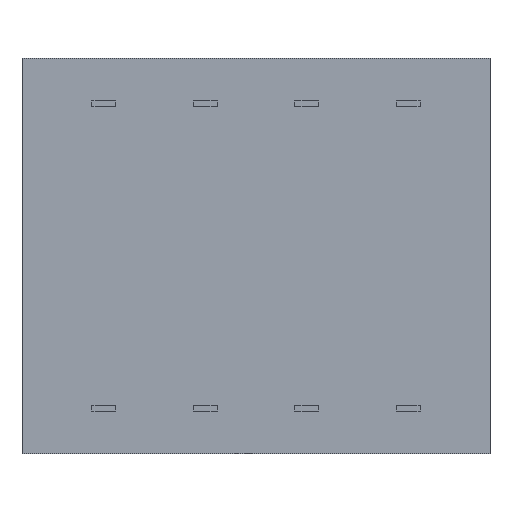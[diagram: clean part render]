
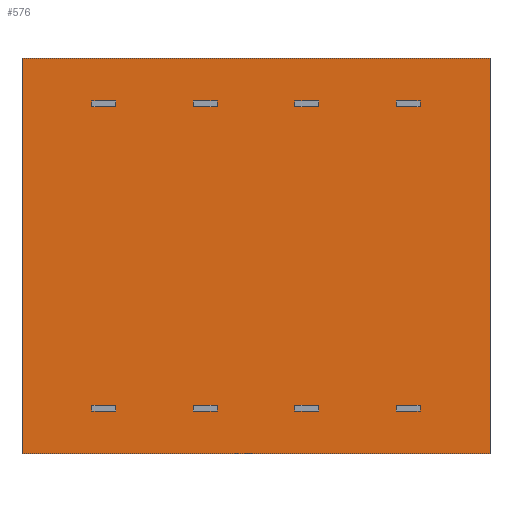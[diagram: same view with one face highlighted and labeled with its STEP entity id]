
A CAD part, front view. The second image highlights one B-rep face of the part: STEP entity #576.
In plain terms, the highlighted planar face has unit normal (0, -1, 0).
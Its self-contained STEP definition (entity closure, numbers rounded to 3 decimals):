
#476=VERTEX_POINT('',#1348);
#490=VERTEX_POINT('',#1368);
#498=VERTEX_POINT('',#1376);
#502=VERTEX_POINT('',#1380);
#510=VERTEX_POINT('',#1388);
#514=VERTEX_POINT('',#1392);
#516=VERTEX_POINT('',#1394);
#534=EDGE_CURVE('',#864,#854,#1415,.T.);
#542=EDGE_CURVE('',#1020,#514,#1424,.T.);
#558=VERTEX_POINT('',#1441);
#564=EDGE_CURVE('',#886,#708,#1448,.T.);
#566=VERTEX_POINT('',#1450);
#574=VERTEX_POINT('',#1458);
#576=ADVANCED_FACE('',(#1460,#1461,#1462,#1463,#1464,#1465,#1466,#1467,#1468),#1469,.F.);
#594=EDGE_CURVE('',#490,#1210,#1487,.T.);
#614=EDGE_CURVE('',#498,#1000,#1508,.T.);
#626=VERTEX_POINT('',#1521);
#632=EDGE_CURVE('',#476,#860,#1527,.T.);
#650=EDGE_CURVE('',#860,#1050,#1546,.T.);
#666=VERTEX_POINT('',#1562);
#688=EDGE_CURVE('',#1206,#750,#1588,.T.);
#708=VERTEX_POINT('',#1609);
#720=VERTEX_POINT('',#1622);
#722=EDGE_CURVE('',#958,#490,#1624,.T.);
#750=VERTEX_POINT('',#1654);
#756=EDGE_CURVE('',#502,#864,#1660,.T.);
#760=EDGE_CURVE('',#498,#1046,#1664,.T.);
#770=VERTEX_POINT('',#1675);
#786=EDGE_CURVE('',#720,#876,#1694,.T.);
#794=VERTEX_POINT('',#1703);
#798=VERTEX_POINT('',#1707);
#816=EDGE_CURVE('',#866,#666,#1725,.T.);
#836=EDGE_CURVE('',#1000,#1048,#1748,.T.);
#854=VERTEX_POINT('',#1768);
#860=VERTEX_POINT('',#1774);
#864=VERTEX_POINT('',#1778);
#866=VERTEX_POINT('',#1780);
#876=VERTEX_POINT('',#1791);
#886=VERTEX_POINT('',#1802);
#894=EDGE_CURVE('',#510,#516,#1811,.T.);
#906=EDGE_CURVE('',#574,#502,#1823,.T.);
#912=EDGE_CURVE('',#666,#886,#1834,.T.);
#916=EDGE_CURVE('',#516,#720,#1839,.T.);
#920=EDGE_CURVE('',#750,#950,#1843,.T.);
#922=EDGE_CURVE('',#770,#1020,#1845,.T.);
#950=VERTEX_POINT('',#1877);
#958=VERTEX_POINT('',#1886);
#980=EDGE_CURVE('',#626,#770,#1914,.T.);
#1000=VERTEX_POINT('',#1936);
#1002=EDGE_CURVE('',#566,#476,#1938,.T.);
#1020=VERTEX_POINT('',#1957);
#1040=EDGE_CURVE('',#794,#1206,#1980,.T.);
#1046=VERTEX_POINT('',#1986);
#1048=VERTEX_POINT('',#1988);
#1050=VERTEX_POINT('',#1990);
#1064=EDGE_CURVE('',#854,#574,#2007,.T.);
#1082=EDGE_CURVE('',#876,#510,#2026,.T.);
#1092=EDGE_CURVE('',#1050,#566,#2036,.T.);
#1094=EDGE_CURVE('',#708,#866,#2038,.T.);
#1122=EDGE_CURVE('',#950,#794,#2070,.T.);
#1132=EDGE_CURVE('',#558,#1264,#2081,.T.);
#1134=EDGE_CURVE('',#1198,#958,#2083,.T.);
#1152=EDGE_CURVE('',#1204,#798,#2102,.T.);
#1162=EDGE_CURVE('',#1048,#1046,#2114,.T.);
#1186=EDGE_CURVE('',#1210,#1198,#2139,.T.);
#1198=VERTEX_POINT('',#2154);
#1202=EDGE_CURVE('',#514,#626,#2158,.T.);
#1204=VERTEX_POINT('',#2160);
#1206=VERTEX_POINT('',#2162);
#1210=VERTEX_POINT('',#2166);
#1256=EDGE_CURVE('',#798,#558,#2222,.T.);
#1264=VERTEX_POINT('',#2231);
#1280=EDGE_CURVE('',#1264,#1204,#2248,.T.);
#1348=CARTESIAN_POINT('',(0.97,3.2,3.735));
#1368=CARTESIAN_POINT('',(-0.97,3.2,-3.735));
#1376=CARTESIAN_POINT('',(-5.86,3.2,4.95));
#1380=CARTESIAN_POINT('',(3.51,3.2,3.735));
#1388=CARTESIAN_POINT('',(4.11,3.2,-3.885));
#1392=CARTESIAN_POINT('',(-4.11,3.2,-3.735));
#1394=CARTESIAN_POINT('',(3.51,3.2,-3.885));
#1415=LINE('',#2407,#2408);
#1424=LINE('',#2422,#2423);
#1441=CARTESIAN_POINT('',(-3.51,3.2,3.735));
#1448=LINE('',#2458,#2459);
#1450=CARTESIAN_POINT('',(1.57,3.2,3.735));
#1458=CARTESIAN_POINT('',(4.11,3.2,3.735));
#1460=FACE_OUTER_BOUND('',#2473,.T.);
#1461=FACE_BOUND('',#2474,.T.);
#1462=FACE_BOUND('',#2475,.T.);
#1463=FACE_BOUND('',#2476,.T.);
#1464=FACE_BOUND('',#2477,.T.);
#1465=FACE_BOUND('',#2478,.T.);
#1466=FACE_BOUND('',#2479,.T.);
#1467=FACE_BOUND('',#2480,.T.);
#1468=FACE_BOUND('',#2481,.T.);
#1469=PLANE('',#2482);
#1487=LINE('',#2515,#2516);
#1508=LINE('',#2548,#2549);
#1521=CARTESIAN_POINT('',(-3.51,3.2,-3.735));
#1527=LINE('',#2577,#2578);
#1546=LINE('',#2604,#2605);
#1562=CARTESIAN_POINT('',(-1.57,3.2,3.735));
#1588=LINE('',#2664,#2665);
#1609=CARTESIAN_POINT('',(-0.97,3.2,3.885));
#1622=CARTESIAN_POINT('',(3.51,3.2,-3.735));
#1624=LINE('',#2720,#2721);
#1654=CARTESIAN_POINT('',(0.97,3.2,-3.885));
#1660=LINE('',#2776,#2777);
#1664=LINE('',#2782,#2783);
#1675=CARTESIAN_POINT('',(-3.51,3.2,-3.885));
#1694=LINE('',#2822,#2823);
#1703=CARTESIAN_POINT('',(1.57,3.2,-3.735));
#1707=CARTESIAN_POINT('',(-3.51,3.2,3.885));
#1725=LINE('',#2871,#2872);
#1748=LINE('',#2904,#2905);
#1768=CARTESIAN_POINT('',(4.11,3.2,3.885));
#1774=CARTESIAN_POINT('',(0.97,3.2,3.885));
#1778=CARTESIAN_POINT('',(3.51,3.2,3.885));
#1780=CARTESIAN_POINT('',(-0.97,3.2,3.735));
#1791=CARTESIAN_POINT('',(4.11,3.2,-3.735));
#1802=CARTESIAN_POINT('',(-1.57,3.2,3.885));
#1811=LINE('',#2989,#2990);
#1823=LINE('',#3009,#3010);
#1834=LINE('',#3024,#3025);
#1839=LINE('',#3031,#3032);
#1843=LINE('',#3037,#3038);
#1845=LINE('',#3041,#3042);
#1877=CARTESIAN_POINT('',(0.97,3.2,-3.735));
#1886=CARTESIAN_POINT('',(-1.57,3.2,-3.735));
#1914=LINE('',#3134,#3135);
#1936=CARTESIAN_POINT('',(5.86,3.2,4.95));
#1938=LINE('',#3170,#3171);
#1957=CARTESIAN_POINT('',(-4.11,3.2,-3.885));
#1980=LINE('',#3226,#3227);
#1986=CARTESIAN_POINT('',(-5.86,3.2,-4.95));
#1988=CARTESIAN_POINT('',(5.86,3.2,-4.95));
#1990=CARTESIAN_POINT('',(1.57,3.2,3.885));
#2007=LINE('',#3261,#3262);
#2026=LINE('',#3292,#3293);
#2036=LINE('',#3310,#3311);
#2038=LINE('',#3314,#3315);
#2070=LINE('',#3354,#3355);
#2081=LINE('',#3371,#3372);
#2083=LINE('',#3375,#3376);
#2102=LINE('',#3408,#3409);
#2114=LINE('',#3424,#3425);
#2139=LINE('',#3465,#3466);
#2154=CARTESIAN_POINT('',(-1.57,3.2,-3.885));
#2158=LINE('',#3486,#3487);
#2160=CARTESIAN_POINT('',(-4.11,3.2,3.885));
#2162=CARTESIAN_POINT('',(1.57,3.2,-3.885));
#2166=CARTESIAN_POINT('',(-0.97,3.2,-3.885));
#2222=LINE('',#3572,#3573);
#2231=CARTESIAN_POINT('',(-4.11,3.2,3.735));
#2248=LINE('',#3608,#3609);
#2407=CARTESIAN_POINT('',(1.905,3.2,3.885));
#2408=VECTOR('',#3745,1.0);
#2422=CARTESIAN_POINT('',(-4.11,3.2,-1.905));
#2423=VECTOR('',#3756,1.0);
#2458=CARTESIAN_POINT('',(-0.635,3.2,3.885));
#2459=VECTOR('',#3778,1.0);
#2473=EDGE_LOOP('',(#3781,#3782,#3783,#3784));
#2474=EDGE_LOOP('',(#3785,#3786,#3787,#3788));
#2475=EDGE_LOOP('',(#3789,#3790,#3791,#3792));
#2476=EDGE_LOOP('',(#3793,#3794,#3795,#3796));
#2477=EDGE_LOOP('',(#3797,#3798,#3799,#3800));
#2478=EDGE_LOOP('',(#3801,#3802,#3803,#3804));
#2479=EDGE_LOOP('',(#3805,#3806,#3807,#3808));
#2480=EDGE_LOOP('',(#3809,#3810,#3811,#3812));
#2481=EDGE_LOOP('',(#3813,#3814,#3815,#3816));
#2482=AXIS2_PLACEMENT_3D('',#3817,#3818,#3819);
#2515=CARTESIAN_POINT('',(-0.97,3.2,-1.905));
#2516=VECTOR('',#3827,1.0);
#2548=CARTESIAN_POINT('',(0.0,3.2,4.95));
#2549=VECTOR('',#3841,1.0);
#2577=CARTESIAN_POINT('',(0.97,3.2,1.905));
#2578=VECTOR('',#3854,1.0);
#2604=CARTESIAN_POINT('',(0.635,3.2,3.885));
#2605=VECTOR('',#3866,1.0);
#2664=CARTESIAN_POINT('',(0.635,3.2,-3.885));
#2665=VECTOR('',#3907,1.0);
#2720=CARTESIAN_POINT('',(-0.635,3.2,-3.735));
#2721=VECTOR('',#3933,1.0);
#2776=CARTESIAN_POINT('',(3.51,3.2,1.905));
#2777=VECTOR('',#3959,1.0);
#2782=CARTESIAN_POINT('',(-5.86,3.2,0.0));
#2783=VECTOR('',#3960,1.0);
#2822=CARTESIAN_POINT('',(1.905,3.2,-3.735));
#2823=VECTOR('',#3997,1.0);
#2871=CARTESIAN_POINT('',(-0.635,3.2,3.735));
#2872=VECTOR('',#4014,1.0);
#2904=CARTESIAN_POINT('',(5.86,3.2,0.0));
#2905=VECTOR('',#4039,1.0);
#2989=CARTESIAN_POINT('',(1.905,3.2,-3.885));
#2990=VECTOR('',#4090,1.0);
#3009=CARTESIAN_POINT('',(1.905,3.2,3.735));
#3010=VECTOR('',#4094,1.0);
#3024=CARTESIAN_POINT('',(-1.57,3.2,1.905));
#3025=VECTOR('',#4120,1.0);
#3031=CARTESIAN_POINT('',(3.51,3.2,-1.905));
#3032=VECTOR('',#4129,1.0);
#3037=CARTESIAN_POINT('',(0.97,3.2,-1.905));
#3038=VECTOR('',#4130,1.0);
#3041=CARTESIAN_POINT('',(-1.905,3.2,-3.885));
#3042=VECTOR('',#4131,1.0);
#3134=CARTESIAN_POINT('',(-3.51,3.2,-1.905));
#3135=VECTOR('',#4227,1.0);
#3170=CARTESIAN_POINT('',(0.635,3.2,3.735));
#3171=VECTOR('',#4249,1.0);
#3226=CARTESIAN_POINT('',(1.57,3.2,-1.905));
#3227=VECTOR('',#4288,1.0);
#3261=CARTESIAN_POINT('',(4.11,3.2,1.905));
#3262=VECTOR('',#4316,1.0);
#3292=CARTESIAN_POINT('',(4.11,3.2,-1.905));
#3293=VECTOR('',#4330,1.0);
#3310=CARTESIAN_POINT('',(1.57,3.2,1.905));
#3311=VECTOR('',#4334,1.0);
#3314=CARTESIAN_POINT('',(-0.97,3.2,1.905));
#3315=VECTOR('',#4335,1.0);
#3354=CARTESIAN_POINT('',(0.635,3.2,-3.735));
#3355=VECTOR('',#4371,1.0);
#3371=CARTESIAN_POINT('',(-1.905,3.2,3.735));
#3372=VECTOR('',#4382,1.0);
#3375=CARTESIAN_POINT('',(-1.57,3.2,-1.905));
#3376=VECTOR('',#4383,1.0);
#3408=CARTESIAN_POINT('',(-1.905,3.2,3.885));
#3409=VECTOR('',#4398,1.0);
#3424=CARTESIAN_POINT('',(0.0,3.2,-4.95));
#3425=VECTOR('',#4416,1.0);
#3465=CARTESIAN_POINT('',(-0.635,3.2,-3.885));
#3466=VECTOR('',#4432,1.0);
#3486=CARTESIAN_POINT('',(-1.905,3.2,-3.735));
#3487=VECTOR('',#4457,1.0);
#3572=CARTESIAN_POINT('',(-3.51,3.2,1.905));
#3573=VECTOR('',#4548,1.0);
#3608=CARTESIAN_POINT('',(-4.11,3.2,1.905));
#3609=VECTOR('',#4569,1.0);
#3745=DIRECTION('',(1.0,0.0,0.0));
#3756=DIRECTION('',(0.0,0.0,1.0));
#3778=DIRECTION('',(1.0,0.0,0.0));
#3781=ORIENTED_EDGE('',*,*,#760,.T.);
#3782=ORIENTED_EDGE('',*,*,#1162,.F.);
#3783=ORIENTED_EDGE('',*,*,#836,.F.);
#3784=ORIENTED_EDGE('',*,*,#614,.F.);
#3785=ORIENTED_EDGE('',*,*,#1002,.T.);
#3786=ORIENTED_EDGE('',*,*,#632,.T.);
#3787=ORIENTED_EDGE('',*,*,#650,.T.);
#3788=ORIENTED_EDGE('',*,*,#1092,.T.);
#3789=ORIENTED_EDGE('',*,*,#688,.T.);
#3790=ORIENTED_EDGE('',*,*,#920,.T.);
#3791=ORIENTED_EDGE('',*,*,#1122,.T.);
#3792=ORIENTED_EDGE('',*,*,#1040,.T.);
#3793=ORIENTED_EDGE('',*,*,#1132,.T.);
#3794=ORIENTED_EDGE('',*,*,#1280,.T.);
#3795=ORIENTED_EDGE('',*,*,#1152,.T.);
#3796=ORIENTED_EDGE('',*,*,#1256,.T.);
#3797=ORIENTED_EDGE('',*,*,#922,.T.);
#3798=ORIENTED_EDGE('',*,*,#542,.T.);
#3799=ORIENTED_EDGE('',*,*,#1202,.T.);
#3800=ORIENTED_EDGE('',*,*,#980,.T.);
#3801=ORIENTED_EDGE('',*,*,#1186,.T.);
#3802=ORIENTED_EDGE('',*,*,#1134,.T.);
#3803=ORIENTED_EDGE('',*,*,#722,.T.);
#3804=ORIENTED_EDGE('',*,*,#594,.T.);
#3805=ORIENTED_EDGE('',*,*,#816,.T.);
#3806=ORIENTED_EDGE('',*,*,#912,.T.);
#3807=ORIENTED_EDGE('',*,*,#564,.T.);
#3808=ORIENTED_EDGE('',*,*,#1094,.T.);
#3809=ORIENTED_EDGE('',*,*,#894,.T.);
#3810=ORIENTED_EDGE('',*,*,#916,.T.);
#3811=ORIENTED_EDGE('',*,*,#786,.T.);
#3812=ORIENTED_EDGE('',*,*,#1082,.T.);
#3813=ORIENTED_EDGE('',*,*,#906,.T.);
#3814=ORIENTED_EDGE('',*,*,#756,.T.);
#3815=ORIENTED_EDGE('',*,*,#534,.T.);
#3816=ORIENTED_EDGE('',*,*,#1064,.T.);
#3817=CARTESIAN_POINT('',(0.0,3.2,0.0));
#3818=DIRECTION('',(0.0,1.0,0.0));
#3819=DIRECTION('',(1.0,0.0,-0.0));
#3827=DIRECTION('',(0.0,0.0,-1.0));
#3841=DIRECTION('',(1.0,0.0,0.0));
#3854=DIRECTION('',(0.0,0.0,1.0));
#3866=DIRECTION('',(1.0,0.0,0.0));
#3907=DIRECTION('',(-1.0,0.0,0.0));
#3933=DIRECTION('',(1.0,0.0,0.0));
#3959=DIRECTION('',(0.0,0.0,1.0));
#3960=DIRECTION('',(0.0,0.0,-1.0));
#3997=DIRECTION('',(1.0,0.0,0.0));
#4014=DIRECTION('',(-1.0,0.0,0.0));
#4039=DIRECTION('',(0.0,0.0,-1.0));
#4090=DIRECTION('',(-1.0,0.0,0.0));
#4094=DIRECTION('',(-1.0,0.0,0.0));
#4120=DIRECTION('',(0.0,0.0,1.0));
#4129=DIRECTION('',(0.0,0.0,1.0));
#4130=DIRECTION('',(0.0,0.0,1.0));
#4131=DIRECTION('',(-1.0,0.0,0.0));
#4227=DIRECTION('',(0.0,0.0,-1.0));
#4249=DIRECTION('',(-1.0,0.0,0.0));
#4288=DIRECTION('',(0.0,0.0,-1.0));
#4316=DIRECTION('',(0.0,0.0,-1.0));
#4330=DIRECTION('',(0.0,0.0,-1.0));
#4334=DIRECTION('',(0.0,0.0,-1.0));
#4335=DIRECTION('',(0.0,0.0,-1.0));
#4371=DIRECTION('',(1.0,0.0,0.0));
#4382=DIRECTION('',(-1.0,0.0,0.0));
#4383=DIRECTION('',(0.0,0.0,1.0));
#4398=DIRECTION('',(1.0,0.0,0.0));
#4416=DIRECTION('',(-1.0,0.0,0.0));
#4432=DIRECTION('',(-1.0,0.0,0.0));
#4457=DIRECTION('',(1.0,0.0,0.0));
#4548=DIRECTION('',(0.0,0.0,-1.0));
#4569=DIRECTION('',(0.0,0.0,1.0));
